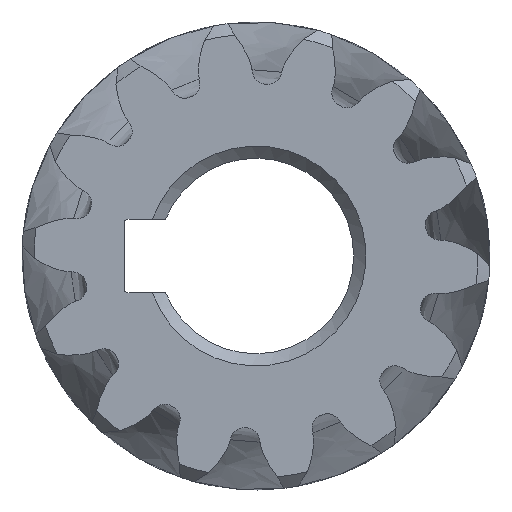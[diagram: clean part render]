
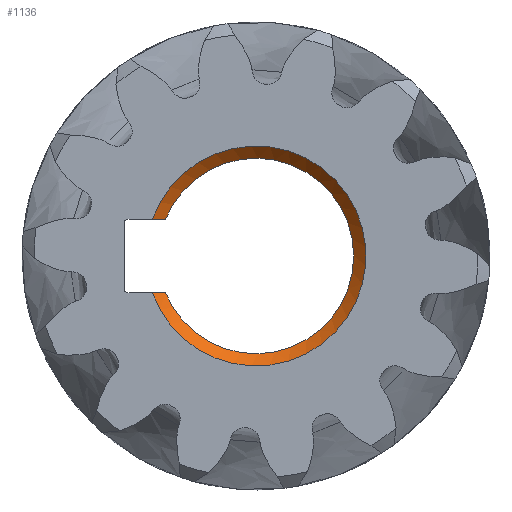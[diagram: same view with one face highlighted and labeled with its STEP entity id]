
A CAD part, left-side view. The second image highlights one B-rep face of the part: STEP entity #1136.
In plain terms, the highlighted conical face has half-angle 45 degrees and reference radius 4.25 mm.
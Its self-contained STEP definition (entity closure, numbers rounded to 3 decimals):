
#1136=ADVANCED_FACE('',(#18025),#18027,.F.);
#18025=FACE_BOUND('',#18026,.T.);
#18026=EDGE_LOOP('',(#18751,#18752,#18753,#18754));
#18027=CONICAL_SURFACE('',#18028,4.25,0.785);
#18028=AXIS2_PLACEMENT_3D('',#18029,#18030,#18031);
#18029=CARTESIAN_POINT('',(0.25,0.,0.));
#18030=DIRECTION('',(-1.,0.,0.));
#18031=DIRECTION('',(0.,0.,-1.));
#18751=ORIENTED_EDGE('',*,*,#19109,.T.);
#18752=ORIENTED_EDGE('',*,*,#19118,.T.);
#18753=ORIENTED_EDGE('',*,*,#19114,.T.);
#18754=ORIENTED_EDGE('',*,*,#19046,.F.);
#19046=EDGE_CURVE('',#19636,#19638,#19639,.F.);
#19109=EDGE_CURVE('',#19636,#19705,#19707,.F.);
#19114=EDGE_CURVE('',#19712,#19638,#19713,.T.);
#19118=EDGE_CURVE('',#19705,#19712,#19718,.F.);
#19636=VERTEX_POINT('',#23883);
#19638=VERTEX_POINT('',#23887);
#19639=CIRCLE('',#23888,4.5);
#19705=VERTEX_POINT('',#24424);
#19707=B_SPLINE_CURVE_WITH_KNOTS('',3,
(#24428,#24429,#24430,#24431,#24432,#24433,#24434,#24435,#24436,#24437),
.UNSPECIFIED.,.F.,.F.,
(4,1,1,1,1,1,1,4),
(0.,0.114,0.234,0.351,0.567,0.597,
0.859,1.),
.UNSPECIFIED.);
#19712=VERTEX_POINT('',#24450);
#19713=B_SPLINE_CURVE_WITH_KNOTS('',3,
(#24451,#24452,#24453,#24454,#24455,#24456,#24457,#24458,#24459,#24460),
.UNSPECIFIED.,.F.,.F.,
(4,1,1,1,1,1,1,4),
(0.,0.114,0.234,0.351,0.567,0.597,
0.859,1.),
.UNSPECIFIED.);
#19718=CIRCLE('',#24479,4.);
#23883=CARTESIAN_POINT('',(0.,4.243,1.5));
#23887=CARTESIAN_POINT('',(0.,4.243,-1.5));
#23888=AXIS2_PLACEMENT_3D('',#23889,#23890,#23891);
#23889=CARTESIAN_POINT('',(0.,0.,0.));
#23890=DIRECTION('',(-1.,0.,0.));
#23891=DIRECTION('',(0.,0.943,-0.333));
#24424=CARTESIAN_POINT('',(0.5,3.708,1.5));
#24428=CARTESIAN_POINT('',(0.5,3.708,1.5));
#24429=CARTESIAN_POINT('',(0.481,3.728,1.5));
#24430=CARTESIAN_POINT('',(0.442,3.77,1.5));
#24431=CARTESIAN_POINT('',(0.384,3.833,1.5));
#24432=CARTESIAN_POINT('',(0.308,3.914,1.5));
#24433=CARTESIAN_POINT('',(0.248,3.979,1.5));
#24434=CARTESIAN_POINT('',(0.163,4.069,1.5));
#24435=CARTESIAN_POINT('',(0.091,4.146,1.5));
#24436=CARTESIAN_POINT('',(0.024,4.218,1.5));
#24437=CARTESIAN_POINT('',(0.,4.243,1.5));
#24450=CARTESIAN_POINT('',(0.5,3.708,-1.5));
#24451=CARTESIAN_POINT('',(0.5,3.708,-1.5));
#24452=CARTESIAN_POINT('',(0.481,3.728,-1.5));
#24453=CARTESIAN_POINT('',(0.442,3.77,-1.5));
#24454=CARTESIAN_POINT('',(0.384,3.833,-1.5));
#24455=CARTESIAN_POINT('',(0.308,3.914,-1.5));
#24456=CARTESIAN_POINT('',(0.248,3.979,-1.5));
#24457=CARTESIAN_POINT('',(0.163,4.069,-1.5));
#24458=CARTESIAN_POINT('',(0.091,4.146,-1.5));
#24459=CARTESIAN_POINT('',(0.024,4.218,-1.5));
#24460=CARTESIAN_POINT('',(0.,4.243,-1.5));
#24479=AXIS2_PLACEMENT_3D('',#24480,#24481,#24482);
#24480=CARTESIAN_POINT('',(0.5,0.,0.));
#24481=DIRECTION('',(-1.,0.,0.));
#24482=DIRECTION('',(0.,0.927,-0.375));
